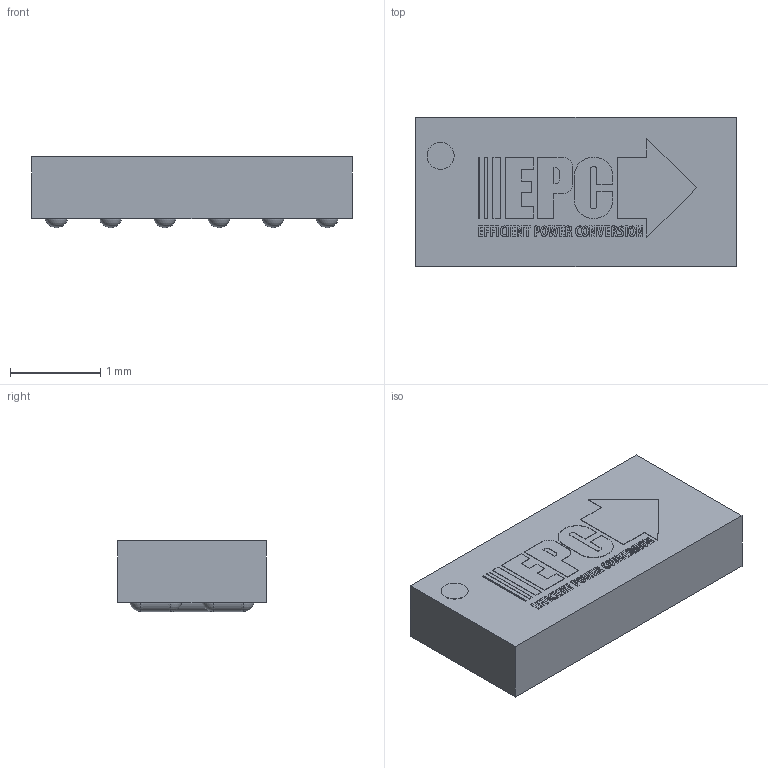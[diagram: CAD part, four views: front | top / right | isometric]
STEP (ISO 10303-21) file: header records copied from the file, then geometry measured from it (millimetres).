
FILE_DESCRIPTION(('FreeCAD Model'),'2;1');
FILE_NAME('Open CASCADE Shape Model','2023-11-27T13:03:41',(''),(''), 'Open CASCADE STEP processor 7.6','FreeCAD','Unknown');
FILE_SCHEMA(('AUTOMOTIVE_DESIGN { 1 0 10303 214 1 1 1 1 }'));
Length unit declared in the file: millimetre
Products named in the file (63): D0309; EPClogo2_5mm; Extrude024; Extrude; Extrude001; Extrude002; Extrude003; Extrude004; Extrude005; Extrude006; Extrude007; Extrude008; Extrude009; Extrude010; Extrude011; Extrude012; Extrude013; Extrude014; Extrude015; Extrude016; Extrude017; Extrude018; Extrude019; Extrude020; Extrude021; Extrude022; Extrude023; 2.5mm007; 2.5mm; 2.5mm001; 2.5mm002; 2.5mm003; 2.5mm004; 2.5mm005; 2.5mm006; 7804011440; Sphere; 7804011440001; 5699970576; Cylinder ...
Assembly tree (80 placements, depth 4):
  D0309
    EPClogo2_5mm
      Extrude024
        Extrude
        Extrude001
        Extrude002
        Extrude003
        Extrude004
        Extrude005
        Extrude006
        Extrude007
        Extrude008
        Extrude009
        Extrude010
        Extrude011
        Extrude012
        Extrude013
        Extrude014
        Extrude015
        Extrude016
        Extrude017
        Extrude018
        Extrude019
        Extrude020
        Extrude021
        Extrude022
        Extrude023
      2.5mm007
        2.5mm
        2.5mm001
        2.5mm002
        2.5mm003
        2.5mm004
        2.5mm005
        2.5mm006
    7804011440
      Sphere
    7804011440001
      Sphere
    5699970576
      Cylinder
    5699970576001
      Cylinder
    7804011440002
      Sphere
    7804011440003
      Sphere
    7804011440004
      Sphere
    7804011440005
      Sphere
    5699974016
      Cylinder002
    5699970336
      Extruded
    5699968896
      Cylinder003
    5699974016001
      Cylinder002
    7804011440006
Bounding box: 3.55 x 1.65 x 0.79 mm (x, y, z)
Volume: 4.4 mm3; surface area: 30.1 mm2
Topology: 54 solids, 54 shells, 528 faces, 1344 edges, 896 vertices
Faces by surface type: plane 250, bspline 152, extrusion 104, sphere 14, cylinder 8
Full cylindrical faces by diameter (mm): 0.25 x7, 0.3 x1
Entity records: 16815 total; most frequent: CARTESIAN_POINT 4533, ORIENTED_EDGE 2574, DIRECTION 1425, EDGE_CURVE 1287, VERTEX_POINT 859, VECTOR 763, B_SPLINE_CURVE_WITH_KNOTS 726, LINE 659
